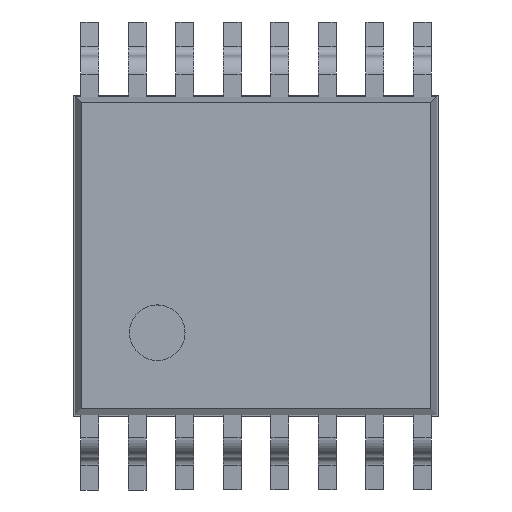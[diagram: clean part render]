
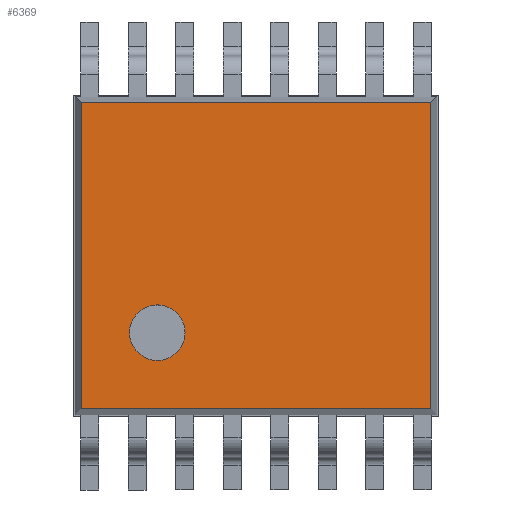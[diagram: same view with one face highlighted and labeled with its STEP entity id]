
A CAD part, top view. The second image highlights one B-rep face of the part: STEP entity #6369.
In plain terms, the highlighted planar face has unit normal (0, 0, 1).
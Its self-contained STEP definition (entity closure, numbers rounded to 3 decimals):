
#117=CIRCLE('',#8700,0.38);
#491=ORIENTED_EDGE('',*,*,#2267,.T.);
#492=ORIENTED_EDGE('',*,*,#2268,.T.);
#493=ORIENTED_EDGE('',*,*,#2269,.T.);
#494=ORIENTED_EDGE('',*,*,#2270,.T.);
#495=ORIENTED_EDGE('',*,*,#2271,.T.);
#2267=EDGE_CURVE('',#3173,#3173,#117,.T.);
#2268=EDGE_CURVE('',#3174,#3175,#3835,.T.);
#2269=EDGE_CURVE('',#3175,#3176,#3836,.T.);
#2270=EDGE_CURVE('',#3176,#3177,#3837,.T.);
#2271=EDGE_CURVE('',#3177,#3174,#3838,.T.);
#3173=VERTEX_POINT('',#11211);
#3174=VERTEX_POINT('',#11213);
#3175=VERTEX_POINT('',#11214);
#3176=VERTEX_POINT('',#11216);
#3177=VERTEX_POINT('',#11218);
#3835=LINE('',#11212,#4635);
#3836=LINE('',#11215,#4636);
#3837=LINE('',#11217,#4637);
#3838=LINE('',#11219,#4638);
#4635=VECTOR('',#9373,1000.);
#4636=VECTOR('',#9374,1000.);
#4637=VECTOR('',#9375,1000.);
#4638=VECTOR('',#9376,1000.);
#5368=EDGE_LOOP('',(#491));
#5369=EDGE_LOOP('',(#492,#493,#494,#495));
#5728=FACE_BOUND('',#5368,.T.);
#5729=FACE_BOUND('',#5369,.T.);
#6082=PLANE('',#8699);
#6369=ADVANCED_FACE('',(#5728,#5729),#6082,.T.);
#8699=AXIS2_PLACEMENT_3D('',#11209,#9369,#9370);
#8700=AXIS2_PLACEMENT_3D('',#11210,#9371,#9372);
#9369=DIRECTION('',(0.,0.,1.));
#9370=DIRECTION('',(1.,0.,0.));
#9371=DIRECTION('',(0.,0.,-1.));
#9372=DIRECTION('',(1.,0.,0.));
#9373=DIRECTION('',(1.,0.,0.));
#9374=DIRECTION('',(0.,1.,0.));
#9375=DIRECTION('',(-1.,0.,0.));
#9376=DIRECTION('',(0.,-1.,0.));
#11209=CARTESIAN_POINT('',(0.,0.,0.387));
#11210=CARTESIAN_POINT('',(-1.35,-1.05,0.387));
#11211=CARTESIAN_POINT('',(-0.97,-1.05,0.387));
#11212=CARTESIAN_POINT('',(2.475,-2.093,0.387));
#11213=CARTESIAN_POINT('',(-2.393,-2.093,0.387));
#11214=CARTESIAN_POINT('',(2.393,-2.093,0.387));
#11215=CARTESIAN_POINT('',(2.393,2.093,0.387));
#11216=CARTESIAN_POINT('',(2.393,2.093,0.387));
#11217=CARTESIAN_POINT('',(-2.393,2.093,0.387));
#11218=CARTESIAN_POINT('',(-2.393,2.093,0.387));
#11219=CARTESIAN_POINT('',(-2.393,-2.093,0.387));
